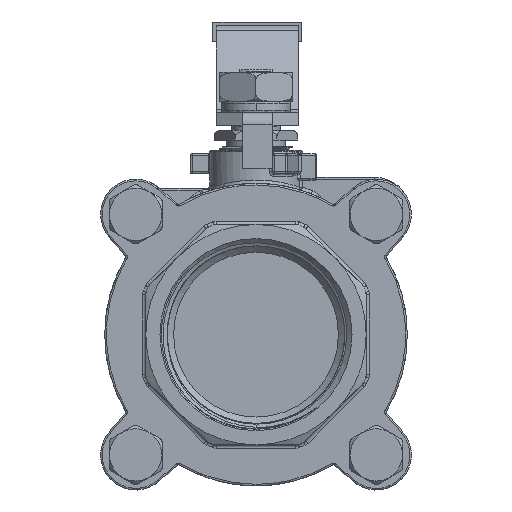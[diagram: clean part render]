
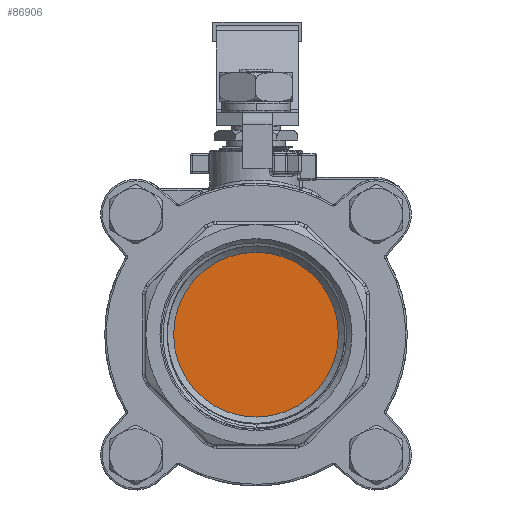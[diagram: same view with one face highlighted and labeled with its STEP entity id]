
A CAD part, front view. The second image highlights one B-rep face of the part: STEP entity #86906.
In plain terms, the highlighted planar face has unit normal (0, -1, 0).
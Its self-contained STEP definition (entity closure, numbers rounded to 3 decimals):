
#86817=CARTESIAN_POINT('',(-25.059,-38.859,-0.));
#86818=VERTEX_POINT('',#86817);
#86858=CARTESIAN_POINT('',(-0.,-38.859,25.059));
#86859=VERTEX_POINT('',#86858);
#86860=CARTESIAN_POINT('',(0.,-38.859,0.));
#86861=DIRECTION('',(-0.,1.,-0.));
#86862=DIRECTION('',(-1.,0.,0.));
#86863=AXIS2_PLACEMENT_3D('',#86860,#86861,#86862);
#86864=CIRCLE('',#86863,25.059);
#86865=EDGE_CURVE('',#86818,#86859,#86864,.T.);
#86867=CARTESIAN_POINT('',(25.059,-38.859,0.));
#86868=VERTEX_POINT('',#86867);
#86869=CARTESIAN_POINT('',(0.,-38.859,0.));
#86870=DIRECTION('',(-0.,1.,-0.));
#86871=DIRECTION('',(-1.,0.,0.));
#86872=AXIS2_PLACEMENT_3D('',#86869,#86870,#86871);
#86873=CIRCLE('',#86872,25.059);
#86874=EDGE_CURVE('',#86859,#86868,#86873,.T.);
#86876=CARTESIAN_POINT('',(0.,-38.859,-25.059));
#86877=VERTEX_POINT('',#86876);
#86878=CARTESIAN_POINT('',(0.,-38.859,0.));
#86879=DIRECTION('',(-0.,1.,-0.));
#86880=DIRECTION('',(-1.,0.,0.));
#86881=AXIS2_PLACEMENT_3D('',#86878,#86879,#86880);
#86882=CIRCLE('',#86881,25.059);
#86883=EDGE_CURVE('',#86868,#86877,#86882,.T.);
#86885=CARTESIAN_POINT('',(0.,-38.859,0.));
#86886=DIRECTION('',(-0.,1.,-0.));
#86887=DIRECTION('',(-1.,0.,0.));
#86888=AXIS2_PLACEMENT_3D('',#86885,#86886,#86887);
#86889=CIRCLE('',#86888,25.059);
#86890=EDGE_CURVE('',#86877,#86818,#86889,.T.);
#86895=CARTESIAN_POINT('',(-25.059,-38.859,0.));
#86896=DIRECTION('',(0.,-1.,0.));
#86897=DIRECTION('',(1.,0.,0.));
#86898=AXIS2_PLACEMENT_3D('',#86895,#86896,#86897);
#86899=PLANE('',#86898);
#86900=ORIENTED_EDGE('',*,*,#86874,.F.);
#86901=ORIENTED_EDGE('',*,*,#86865,.F.);
#86902=ORIENTED_EDGE('',*,*,#86890,.F.);
#86903=ORIENTED_EDGE('',*,*,#86883,.F.);
#86904=EDGE_LOOP('',(#86900,#86901,#86902,#86903));
#86905=FACE_BOUND('',#86904,.T.);
#86906=ADVANCED_FACE('',(#86905),#86899,.T.);
